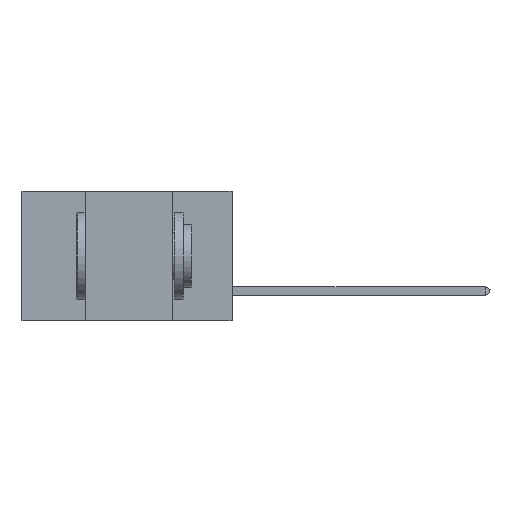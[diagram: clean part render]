
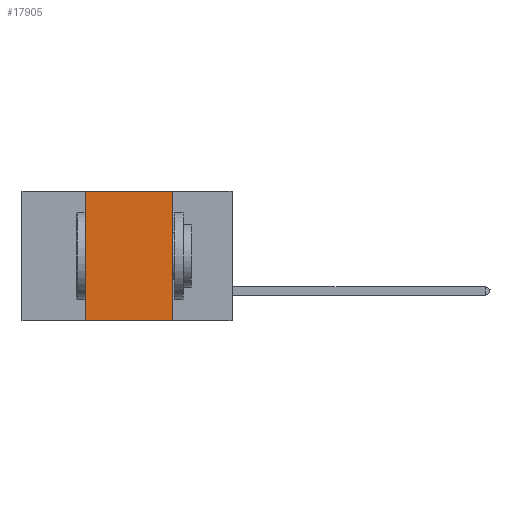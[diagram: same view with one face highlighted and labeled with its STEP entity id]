
A CAD part, left-side view. The second image highlights one B-rep face of the part: STEP entity #17905.
In plain terms, the highlighted planar face has unit normal (-1, 0, 0).
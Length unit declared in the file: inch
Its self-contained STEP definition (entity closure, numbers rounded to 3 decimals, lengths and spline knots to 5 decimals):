
#609 = DIRECTION ( 'NONE',  ( 0., 0., -1. ) ) ;
#1960 = DIRECTION ( 'NONE',  ( 0., -1., 0. ) ) ;
#2964 = CARTESIAN_POINT ( 'NONE',  ( 0., 0.6, 0. ) ) ;
#3294 = DIRECTION ( 'NONE',  ( 0., -1., 0. ) ) ;
#3904 = LINE ( 'NONE', #2964, #42403 ) ;
#5066 = LINE ( 'NONE', #36193, #18510 ) ;
#7767 = CARTESIAN_POINT ( 'NONE',  ( 0., 0.42, -0.37 ) ) ;
#8067 = AXIS2_PLACEMENT_3D ( 'NONE', #22145, #18355, #44443 ) ;
#13916 = DIRECTION ( 'NONE',  ( 0., 0., 1. ) ) ;
#14888 = VERTEX_POINT ( 'NONE', #19691 ) ;
#15172 = ORIENTED_EDGE ( 'NONE', *, *, #19748, .F. ) ;
#15420 = EDGE_CURVE ( 'NONE', #31803, #25970, #3904, .T. ) ;
#15512 = CARTESIAN_POINT ( 'NONE',  ( 0., 0.17, 0. ) ) ;
#16859 = VECTOR ( 'NONE', #609, 39.37008 ) ;
#17905 = ADVANCED_FACE ( 'NONE', ( #26988 ), #29455, .F. ) ;
#18355 = DIRECTION ( 'NONE',  ( 1., 0., 0. ) ) ;
#18510 = VECTOR ( 'NONE', #13916, 39.37008 ) ;
#19691 = CARTESIAN_POINT ( 'NONE',  ( 0., 0.17, -0.37 ) ) ;
#19748 = EDGE_CURVE ( 'NONE', #25970, #14888, #23308, .T. ) ;
#21246 = EDGE_CURVE ( 'NONE', #42510, #31803, #5066, .T. ) ;
#22145 = CARTESIAN_POINT ( 'NONE',  ( 0., 0.6, 0. ) ) ;
#23308 = LINE ( 'NONE', #15512, #16859 ) ;
#24068 = CARTESIAN_POINT ( 'NONE',  ( 0., 0.17, 0. ) ) ;
#25970 = VERTEX_POINT ( 'NONE', #24068 ) ;
#25992 = VECTOR ( 'NONE', #1960, 39.37008 ) ;
#26988 = FACE_OUTER_BOUND ( 'NONE', #38113, .T. ) ;
#28932 = ORIENTED_EDGE ( 'NONE', *, *, #21246, .F. ) ;
#29455 = PLANE ( 'NONE',  #8067 ) ;
#31803 = VERTEX_POINT ( 'NONE', #43052 ) ;
#34835 = ORIENTED_EDGE ( 'NONE', *, *, #15420, .F. ) ;
#35843 = LINE ( 'NONE', #39002, #25992 ) ;
#36193 = CARTESIAN_POINT ( 'NONE',  ( 0., 0.42, 0. ) ) ;
#38113 = EDGE_LOOP ( 'NONE', ( #15172, #34835, #28932, #44056 ) ) ;
#39002 = CARTESIAN_POINT ( 'NONE',  ( 0., 0.6, -0.37 ) ) ;
#42403 = VECTOR ( 'NONE', #3294, 39.37008 ) ;
#42510 = VERTEX_POINT ( 'NONE', #7767 ) ;
#43052 = CARTESIAN_POINT ( 'NONE',  ( 0., 0.42, 0. ) ) ;
#44056 = ORIENTED_EDGE ( 'NONE', *, *, #45867, .T. ) ;
#44443 = DIRECTION ( 'NONE',  ( 0., 0., -1. ) ) ;
#45867 = EDGE_CURVE ( 'NONE', #42510, #14888, #35843, .T. ) ;
